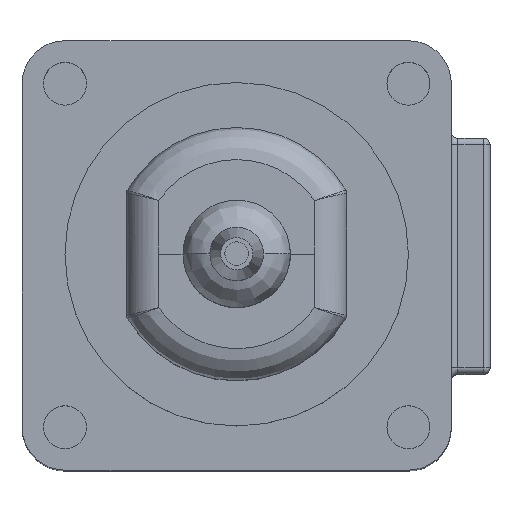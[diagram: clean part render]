
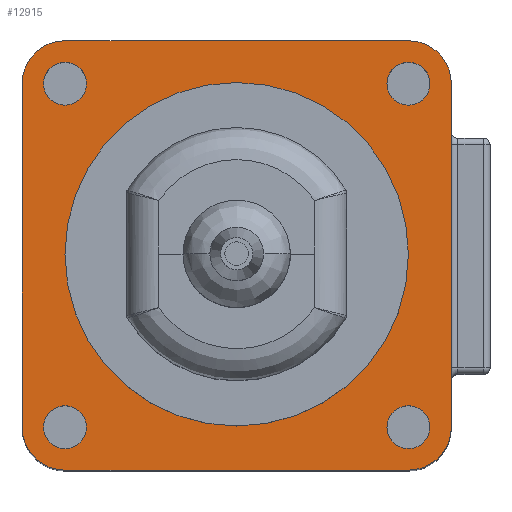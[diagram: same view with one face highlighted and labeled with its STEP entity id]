
A CAD part, top view. The second image highlights one B-rep face of the part: STEP entity #12915.
In plain terms, the highlighted face is planar.
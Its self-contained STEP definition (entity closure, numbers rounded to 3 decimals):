
#368=CIRCLE('',#13758,7.8);
#369=CIRCLE('',#13760,2.);
#370=CIRCLE('',#13761,2.);
#371=CIRCLE('',#13762,2.);
#372=CIRCLE('',#13763,2.);
#373=CIRCLE('',#13764,1.);
#374=CIRCLE('',#13765,1.);
#375=CIRCLE('',#13766,1.);
#376=CIRCLE('',#13767,1.);
#377=CIRCLE('',#13768,1.);
#378=CIRCLE('',#13769,1.);
#379=CIRCLE('',#13770,1.);
#380=CIRCLE('',#13771,1.);
#1016=FACE_BOUND('',#2401,.T.);
#1017=FACE_BOUND('',#2402,.T.);
#1018=FACE_BOUND('',#2403,.T.);
#1019=FACE_BOUND('',#2404,.T.);
#1020=FACE_BOUND('',#2405,.T.);
#1631=FACE_OUTER_BOUND('',#2400,.T.);
#2400=EDGE_LOOP('',(#9300,#9301,#9302,#9303,#9304,#9305,#9306,#9307));
#2401=EDGE_LOOP('',(#9308,#9309));
#2402=EDGE_LOOP('',(#9310,#9311));
#2403=EDGE_LOOP('',(#9312,#9313));
#2404=EDGE_LOOP('',(#9314,#9315));
#2405=EDGE_LOOP('',(#9316));
#3311=LINE('',#21385,#4279);
#3361=LINE('',#21549,#4329);
#3362=LINE('',#21553,#4330);
#3363=LINE('',#21557,#4331);
#4279=VECTOR('',#15322,10.);
#4329=VECTOR('',#15478,10.);
#4330=VECTOR('',#15481,10.);
#4331=VECTOR('',#15484,10.);
#5294=VERTEX_POINT('',#21382);
#5295=VERTEX_POINT('',#21384);
#5354=VERTEX_POINT('',#21542);
#5355=VERTEX_POINT('',#21546);
#5356=VERTEX_POINT('',#21548);
#5357=VERTEX_POINT('',#21550);
#5358=VERTEX_POINT('',#21552);
#5359=VERTEX_POINT('',#21554);
#5360=VERTEX_POINT('',#21556);
#5361=VERTEX_POINT('',#21559);
#5362=VERTEX_POINT('',#21560);
#5363=VERTEX_POINT('',#21563);
#5364=VERTEX_POINT('',#21564);
#5365=VERTEX_POINT('',#21567);
#5366=VERTEX_POINT('',#21568);
#5367=VERTEX_POINT('',#21571);
#5368=VERTEX_POINT('',#21572);
#6691=EDGE_CURVE('',#5294,#5295,#3311,.T.);
#6766=EDGE_CURVE('',#5354,#5354,#368,.T.);
#6767=EDGE_CURVE('',#5355,#5294,#369,.T.);
#6768=EDGE_CURVE('',#5356,#5355,#3361,.T.);
#6769=EDGE_CURVE('',#5357,#5356,#370,.T.);
#6770=EDGE_CURVE('',#5358,#5357,#3362,.T.);
#6771=EDGE_CURVE('',#5359,#5358,#371,.T.);
#6772=EDGE_CURVE('',#5360,#5359,#3363,.T.);
#6773=EDGE_CURVE('',#5295,#5360,#372,.T.);
#6774=EDGE_CURVE('',#5361,#5362,#373,.T.);
#6775=EDGE_CURVE('',#5362,#5361,#374,.T.);
#6776=EDGE_CURVE('',#5363,#5364,#375,.T.);
#6777=EDGE_CURVE('',#5364,#5363,#376,.T.);
#6778=EDGE_CURVE('',#5365,#5366,#377,.T.);
#6779=EDGE_CURVE('',#5366,#5365,#378,.T.);
#6780=EDGE_CURVE('',#5367,#5368,#379,.T.);
#6781=EDGE_CURVE('',#5368,#5367,#380,.T.);
#9300=ORIENTED_EDGE('',*,*,#6691,.F.);
#9301=ORIENTED_EDGE('',*,*,#6767,.F.);
#9302=ORIENTED_EDGE('',*,*,#6768,.F.);
#9303=ORIENTED_EDGE('',*,*,#6769,.F.);
#9304=ORIENTED_EDGE('',*,*,#6770,.F.);
#9305=ORIENTED_EDGE('',*,*,#6771,.F.);
#9306=ORIENTED_EDGE('',*,*,#6772,.F.);
#9307=ORIENTED_EDGE('',*,*,#6773,.F.);
#9308=ORIENTED_EDGE('',*,*,#6774,.T.);
#9309=ORIENTED_EDGE('',*,*,#6775,.T.);
#9310=ORIENTED_EDGE('',*,*,#6776,.T.);
#9311=ORIENTED_EDGE('',*,*,#6777,.T.);
#9312=ORIENTED_EDGE('',*,*,#6778,.T.);
#9313=ORIENTED_EDGE('',*,*,#6779,.T.);
#9314=ORIENTED_EDGE('',*,*,#6780,.T.);
#9315=ORIENTED_EDGE('',*,*,#6781,.T.);
#9316=ORIENTED_EDGE('',*,*,#6766,.F.);
#11689=PLANE('',#13759);
#12915=ADVANCED_FACE('',(#1631,#1016,#1017,#1018,#1019,#1020),#11689,.F.);
#13758=AXIS2_PLACEMENT_3D('',#21544,#15472,#15473);
#13759=AXIS2_PLACEMENT_3D('',#21545,#15474,#15475);
#13760=AXIS2_PLACEMENT_3D('',#21547,#15476,#15477);
#13761=AXIS2_PLACEMENT_3D('',#21551,#15479,#15480);
#13762=AXIS2_PLACEMENT_3D('',#21555,#15482,#15483);
#13763=AXIS2_PLACEMENT_3D('',#21558,#15485,#15486);
#13764=AXIS2_PLACEMENT_3D('',#21561,#15487,#15488);
#13765=AXIS2_PLACEMENT_3D('',#21562,#15489,#15490);
#13766=AXIS2_PLACEMENT_3D('',#21565,#15491,#15492);
#13767=AXIS2_PLACEMENT_3D('',#21566,#15493,#15494);
#13768=AXIS2_PLACEMENT_3D('',#21569,#15495,#15496);
#13769=AXIS2_PLACEMENT_3D('',#21570,#15497,#15498);
#13770=AXIS2_PLACEMENT_3D('',#21573,#15499,#15500);
#13771=AXIS2_PLACEMENT_3D('',#21574,#15501,#15502);
#15322=DIRECTION('',(1.,0.,0.));
#15472=DIRECTION('center_axis',(0.,0.,-1.));
#15473=DIRECTION('ref_axis',(1.,0.,0.));
#15474=DIRECTION('center_axis',(0.,0.,1.));
#15475=DIRECTION('ref_axis',(1.,0.,0.));
#15476=DIRECTION('center_axis',(0.,0.,1.));
#15477=DIRECTION('ref_axis',(-1.,0.,0.));
#15478=DIRECTION('',(0.,-1.,0.));
#15479=DIRECTION('center_axis',(0.,0.,1.));
#15480=DIRECTION('ref_axis',(0.,1.,0.));
#15481=DIRECTION('',(-1.,0.,0.));
#15482=DIRECTION('center_axis',(0.,0.,1.));
#15483=DIRECTION('ref_axis',(1.,0.,0.));
#15484=DIRECTION('',(0.,1.,0.));
#15485=DIRECTION('center_axis',(0.,0.,1.));
#15486=DIRECTION('ref_axis',(0.,-1.,0.));
#15487=DIRECTION('center_axis',(0.,0.,1.));
#15488=DIRECTION('ref_axis',(1.,0.,0.));
#15489=DIRECTION('center_axis',(0.,0.,1.));
#15490=DIRECTION('ref_axis',(1.,0.,0.));
#15491=DIRECTION('center_axis',(0.,0.,1.));
#15492=DIRECTION('ref_axis',(1.,0.,0.));
#15493=DIRECTION('center_axis',(0.,0.,1.));
#15494=DIRECTION('ref_axis',(1.,0.,0.));
#15495=DIRECTION('center_axis',(0.,0.,1.));
#15496=DIRECTION('ref_axis',(1.,0.,0.));
#15497=DIRECTION('center_axis',(0.,0.,1.));
#15498=DIRECTION('ref_axis',(1.,0.,0.));
#15499=DIRECTION('center_axis',(0.,0.,1.));
#15500=DIRECTION('ref_axis',(1.,0.,0.));
#15501=DIRECTION('center_axis',(0.,0.,1.));
#15502=DIRECTION('ref_axis',(1.,0.,0.));
#21382=CARTESIAN_POINT('',(-8.,-10.,0.));
#21384=CARTESIAN_POINT('',(8.,-10.,0.));
#21385=CARTESIAN_POINT('',(-8.,-10.,0.));
#21542=CARTESIAN_POINT('',(-7.8,0.,0.));
#21544=CARTESIAN_POINT('Origin',(0.,0.,0.));
#21545=CARTESIAN_POINT('Origin',(0.,0.,0.));
#21546=CARTESIAN_POINT('',(-10.,-8.,0.));
#21547=CARTESIAN_POINT('Origin',(-8.,-8.,0.));
#21548=CARTESIAN_POINT('',(-10.,8.,0.));
#21549=CARTESIAN_POINT('',(-10.,8.,0.));
#21550=CARTESIAN_POINT('',(-8.,10.,0.));
#21551=CARTESIAN_POINT('Origin',(-8.,8.,0.));
#21552=CARTESIAN_POINT('',(8.,10.,0.));
#21553=CARTESIAN_POINT('',(8.,10.,0.));
#21554=CARTESIAN_POINT('',(10.,8.,0.));
#21555=CARTESIAN_POINT('Origin',(8.,8.,0.));
#21556=CARTESIAN_POINT('',(10.,-8.,0.));
#21557=CARTESIAN_POINT('',(10.,-8.,0.));
#21558=CARTESIAN_POINT('Origin',(8.,-8.,0.));
#21559=CARTESIAN_POINT('',(-7.,-8.,0.));
#21560=CARTESIAN_POINT('',(-9.,-8.,0.));
#21561=CARTESIAN_POINT('Origin',(-8.,-8.,0.));
#21562=CARTESIAN_POINT('Origin',(-8.,-8.,0.));
#21563=CARTESIAN_POINT('',(-7.,8.,0.));
#21564=CARTESIAN_POINT('',(-9.,8.,0.));
#21565=CARTESIAN_POINT('Origin',(-8.,8.,0.));
#21566=CARTESIAN_POINT('Origin',(-8.,8.,0.));
#21567=CARTESIAN_POINT('',(9.,8.,0.));
#21568=CARTESIAN_POINT('',(7.,8.,0.));
#21569=CARTESIAN_POINT('Origin',(8.,8.,0.));
#21570=CARTESIAN_POINT('Origin',(8.,8.,0.));
#21571=CARTESIAN_POINT('',(9.,-8.,0.));
#21572=CARTESIAN_POINT('',(7.,-8.,0.));
#21573=CARTESIAN_POINT('Origin',(8.,-8.,0.));
#21574=CARTESIAN_POINT('Origin',(8.,-8.,0.));
